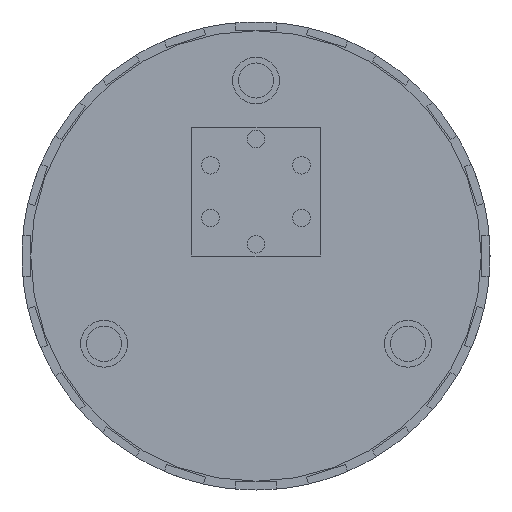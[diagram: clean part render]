
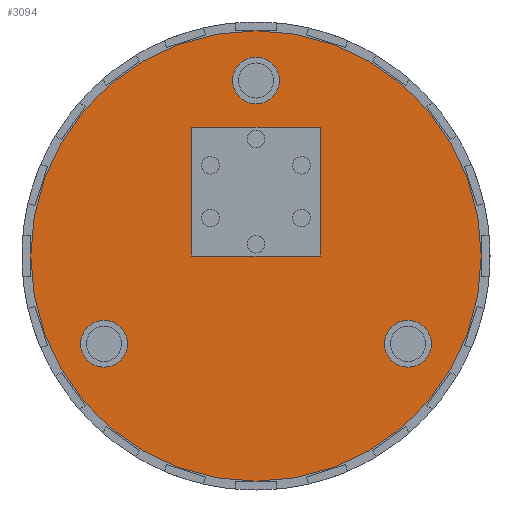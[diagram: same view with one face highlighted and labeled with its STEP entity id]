
A CAD part, front view. The second image highlights one B-rep face of the part: STEP entity #3094.
In plain terms, the highlighted planar face has unit normal (0, -1, 0).
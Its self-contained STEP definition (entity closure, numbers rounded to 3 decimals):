
#2 = DIRECTION ( 'NONE',  ( 0., 0., -1. ) ) ;
#28 = DIRECTION ( 'NONE',  ( 0., -1., 0. ) ) ;
#47 = CIRCLE ( 'NONE', #3946, 19.25 ) ;
#84 = AXIS2_PLACEMENT_3D ( 'NONE', #185, #3400, #672 ) ;
#99 = DIRECTION ( 'NONE',  ( 0., 0., 1. ) ) ;
#130 = VERTEX_POINT ( 'NONE', #580 ) ;
#154 = ORIENTED_EDGE ( 'NONE', *, *, #3850, .F. ) ;
#185 = CARTESIAN_POINT ( 'NONE',  ( 12.99, 0., -7.5 ) ) ;
#224 = AXIS2_PLACEMENT_3D ( 'NONE', #4162, #1475, #4630 ) ;
#263 = CARTESIAN_POINT ( 'NONE',  ( 0., 0., 0. ) ) ;
#357 = VERTEX_POINT ( 'NONE', #2363 ) ;
#425 = VECTOR ( 'NONE', #2, 1000. ) ;
#482 = CARTESIAN_POINT ( 'NONE',  ( -12.99, 0., -7.5 ) ) ;
#502 = VERTEX_POINT ( 'NONE', #3325 ) ;
#580 = CARTESIAN_POINT ( 'NONE',  ( 12.99, 0., -9.5 ) ) ;
#658 = VERTEX_POINT ( 'NONE', #4240 ) ;
#672 = DIRECTION ( 'NONE',  ( 0., 0., -1. ) ) ;
#678 = CARTESIAN_POINT ( 'NONE',  ( 0., 0., 17. ) ) ;
#749 = DIRECTION ( 'NONE',  ( 0., 0., 1. ) ) ;
#865 = ORIENTED_EDGE ( 'NONE', *, *, #2460, .F. ) ;
#869 = AXIS2_PLACEMENT_3D ( 'NONE', #2375, #5518, #2824 ) ;
#933 = AXIS2_PLACEMENT_3D ( 'NONE', #3005, #3930, #1227 ) ;
#957 = DIRECTION ( 'NONE',  ( 0., 0., -1. ) ) ;
#1028 = CIRCLE ( 'NONE', #1239, 2. ) ;
#1068 = EDGE_LOOP ( 'NONE', ( #4865, #2873 ) ) ;
#1134 = CARTESIAN_POINT ( 'NONE',  ( -12.99, 0., -5.5 ) ) ;
#1165 = FACE_BOUND ( 'NONE', #4466, .T. ) ;
#1227 = DIRECTION ( 'NONE',  ( 0., 0., 1. ) ) ;
#1239 = AXIS2_PLACEMENT_3D ( 'NONE', #5301, #2606, #5742 ) ;
#1280 = EDGE_LOOP ( 'NONE', ( #4495, #3543 ) ) ;
#1306 = CARTESIAN_POINT ( 'NONE',  ( -5.5, 0., 0. ) ) ;
#1312 = FACE_BOUND ( 'NONE', #1068, .T. ) ;
#1324 = VERTEX_POINT ( 'NONE', #4403 ) ;
#1400 = VERTEX_POINT ( 'NONE', #3549 ) ;
#1475 = DIRECTION ( 'NONE',  ( 0., -1., 0. ) ) ;
#1510 = ORIENTED_EDGE ( 'NONE', *, *, #5617, .F. ) ;
#1602 = VERTEX_POINT ( 'NONE', #3241 ) ;
#1611 = DIRECTION ( 'NONE',  ( -1., 0., 0. ) ) ;
#1660 = PLANE ( 'NONE',  #933 ) ;
#1731 = EDGE_CURVE ( 'NONE', #658, #5258, #2457, .T. ) ;
#1775 = AXIS2_PLACEMENT_3D ( 'NONE', #2782, #28, #3245 ) ;
#1848 = ORIENTED_EDGE ( 'NONE', *, *, #3933, .F. ) ;
#1958 = VERTEX_POINT ( 'NONE', #4737 ) ;
#2347 = ORIENTED_EDGE ( 'NONE', *, *, #3120, .F. ) ;
#2363 = CARTESIAN_POINT ( 'NONE',  ( 5.5, 0., 0. ) ) ;
#2367 = FACE_BOUND ( 'NONE', #1280, .T. ) ;
#2375 = CARTESIAN_POINT ( 'NONE',  ( 0., 0., 15. ) ) ;
#2388 = CARTESIAN_POINT ( 'NONE',  ( 5.5, 0., 11. ) ) ;
#2426 = CIRCLE ( 'NONE', #224, 2. ) ;
#2442 = VERTEX_POINT ( 'NONE', #678 ) ;
#2457 = CIRCLE ( 'NONE', #3093, 2. ) ;
#2460 = EDGE_CURVE ( 'NONE', #4912, #1958, #5125, .T. ) ;
#2606 = DIRECTION ( 'NONE',  ( 0., -1., 0. ) ) ;
#2781 = EDGE_CURVE ( 'NONE', #5258, #658, #5255, .T. ) ;
#2782 = CARTESIAN_POINT ( 'NONE',  ( -12.99, 0., -7.5 ) ) ;
#2824 = DIRECTION ( 'NONE',  ( 0., 0., -1. ) ) ;
#2850 = LINE ( 'NONE', #4103, #425 ) ;
#2852 = DIRECTION ( 'NONE',  ( 0., 1., 0. ) ) ;
#2873 = ORIENTED_EDGE ( 'NONE', *, *, #3009, .F. ) ;
#3005 = CARTESIAN_POINT ( 'NONE',  ( 0., 0., 0. ) ) ;
#3009 = EDGE_CURVE ( 'NONE', #1602, #130, #4267, .T. ) ;
#3053 = CARTESIAN_POINT ( 'NONE',  ( 5.5, 0., 11. ) ) ;
#3093 = AXIS2_PLACEMENT_3D ( 'NONE', #482, #3677, #957 ) ;
#3094 = ADVANCED_FACE ( 'NONE', ( #3577, #2367, #1312, #1165, #5803 ), #1660, .F. ) ;
#3120 = EDGE_CURVE ( 'NONE', #1324, #2442, #1028, .T. ) ;
#3241 = CARTESIAN_POINT ( 'NONE',  ( 12.99, 0., -5.5 ) ) ;
#3245 = DIRECTION ( 'NONE',  ( 0., 0., -1. ) ) ;
#3286 = LINE ( 'NONE', #3053, #5388 ) ;
#3325 = CARTESIAN_POINT ( 'NONE',  ( 0., 0., 19.25 ) ) ;
#3389 = ORIENTED_EDGE ( 'NONE', *, *, #4930, .F. ) ;
#3400 = DIRECTION ( 'NONE',  ( 0., -1., 0. ) ) ;
#3460 = CARTESIAN_POINT ( 'NONE',  ( -5.5, 0., 0. ) ) ;
#3472 = DIRECTION ( 'NONE',  ( 0., 1., 0. ) ) ;
#3536 = DIRECTION ( 'NONE',  ( 0., 0., 1. ) ) ;
#3543 = ORIENTED_EDGE ( 'NONE', *, *, #2781, .F. ) ;
#3549 = CARTESIAN_POINT ( 'NONE',  ( 0., 0., -19.25 ) ) ;
#3577 = FACE_BOUND ( 'NONE', #4384, .T. ) ;
#3677 = DIRECTION ( 'NONE',  ( 0., -1., 0. ) ) ;
#3777 = CIRCLE ( 'NONE', #869, 2. ) ;
#3800 = VECTOR ( 'NONE', #1611, 1000. ) ;
#3850 = EDGE_CURVE ( 'NONE', #502, #1400, #47, .T. ) ;
#3930 = DIRECTION ( 'NONE',  ( 0., 1., 0. ) ) ;
#3933 = EDGE_CURVE ( 'NONE', #357, #4912, #3286, .T. ) ;
#3946 = AXIS2_PLACEMENT_3D ( 'NONE', #263, #3472, #749 ) ;
#4098 = ORIENTED_EDGE ( 'NONE', *, *, #4344, .F. ) ;
#4103 = CARTESIAN_POINT ( 'NONE',  ( -5.5, 0., 11. ) ) ;
#4162 = CARTESIAN_POINT ( 'NONE',  ( 12.99, 0., -7.5 ) ) ;
#4240 = CARTESIAN_POINT ( 'NONE',  ( -12.99, 0., -9.5 ) ) ;
#4267 = CIRCLE ( 'NONE', #84, 2. ) ;
#4331 = EDGE_CURVE ( 'NONE', #130, #1602, #2426, .T. ) ;
#4344 = EDGE_CURVE ( 'NONE', #2442, #1324, #3777, .T. ) ;
#4366 = DIRECTION ( 'NONE',  ( 1., 0., 0. ) ) ;
#4384 = EDGE_LOOP ( 'NONE', ( #865, #1848, #1510, #4745 ) ) ;
#4403 = CARTESIAN_POINT ( 'NONE',  ( 0., 0., 13. ) ) ;
#4466 = EDGE_LOOP ( 'NONE', ( #2347, #4098 ) ) ;
#4495 = ORIENTED_EDGE ( 'NONE', *, *, #1731, .F. ) ;
#4630 = DIRECTION ( 'NONE',  ( 0., 0., -1. ) ) ;
#4710 = VECTOR ( 'NONE', #4366, 1000. ) ;
#4737 = CARTESIAN_POINT ( 'NONE',  ( -5.5, 0., 11. ) ) ;
#4745 = ORIENTED_EDGE ( 'NONE', *, *, #5854, .F. ) ;
#4865 = ORIENTED_EDGE ( 'NONE', *, *, #4331, .F. ) ;
#4912 = VERTEX_POINT ( 'NONE', #2388 ) ;
#4930 = EDGE_CURVE ( 'NONE', #1400, #502, #5334, .T. ) ;
#5125 = LINE ( 'NONE', #5212, #3800 ) ;
#5184 = AXIS2_PLACEMENT_3D ( 'NONE', #5550, #2852, #99 ) ;
#5212 = CARTESIAN_POINT ( 'NONE',  ( -5.5, 0., 11. ) ) ;
#5255 = CIRCLE ( 'NONE', #1775, 2. ) ;
#5258 = VERTEX_POINT ( 'NONE', #1134 ) ;
#5301 = CARTESIAN_POINT ( 'NONE',  ( 0., 0., 15. ) ) ;
#5334 = CIRCLE ( 'NONE', #5184, 19.25 ) ;
#5388 = VECTOR ( 'NONE', #3536, 1000. ) ;
#5470 = VERTEX_POINT ( 'NONE', #1306 ) ;
#5518 = DIRECTION ( 'NONE',  ( 0., -1., 0. ) ) ;
#5550 = CARTESIAN_POINT ( 'NONE',  ( 0., 0., 0. ) ) ;
#5596 = LINE ( 'NONE', #3460, #4710 ) ;
#5617 = EDGE_CURVE ( 'NONE', #5470, #357, #5596, .T. ) ;
#5670 = EDGE_LOOP ( 'NONE', ( #3389, #154 ) ) ;
#5742 = DIRECTION ( 'NONE',  ( 0., 0., -1. ) ) ;
#5803 = FACE_OUTER_BOUND ( 'NONE', #5670, .T. ) ;
#5854 = EDGE_CURVE ( 'NONE', #1958, #5470, #2850, .T. ) ;
